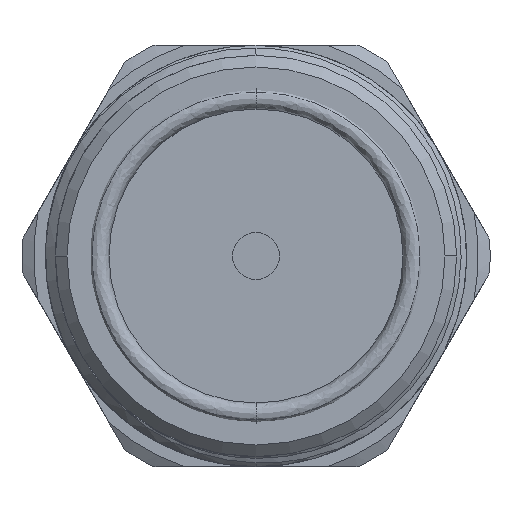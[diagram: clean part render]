
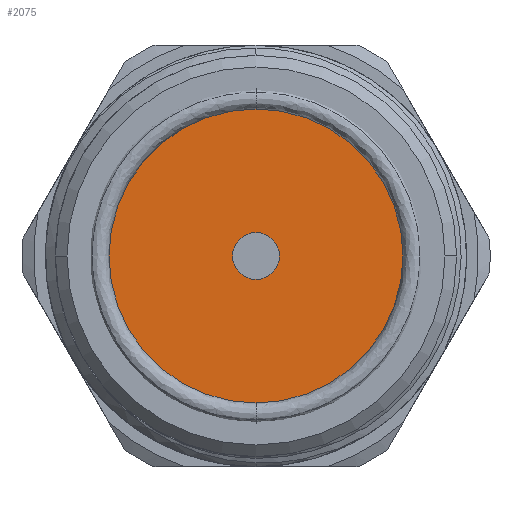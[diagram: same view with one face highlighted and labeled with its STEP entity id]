
A CAD part, front view. The second image highlights one B-rep face of the part: STEP entity #2075.
In plain terms, the highlighted planar face has unit normal (0, -1, 0).
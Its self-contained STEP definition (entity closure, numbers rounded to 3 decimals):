
#144 = DIRECTION ( 'NONE',  ( 0., 0., -1. ) ) ;
#167 = DIRECTION ( 'NONE',  ( 0., -1., 0. ) ) ;
#316 = CARTESIAN_POINT ( 'NONE',  ( 0., 27.4, 0. ) ) ;
#337 = DIRECTION ( 'NONE',  ( 0., 1., 0. ) ) ;
#355 = FACE_OUTER_BOUND ( 'NONE', #4932, .T. ) ;
#363 = DIRECTION ( 'NONE',  ( 0., 0., -1. ) ) ;
#590 = VERTEX_POINT ( 'NONE', #1128 ) ;
#606 = DIRECTION ( 'NONE',  ( 0., 0., -1. ) ) ;
#610 = CARTESIAN_POINT ( 'NONE',  ( 0., 27.4, 0. ) ) ;
#629 = DIRECTION ( 'NONE',  ( 0., 1., 0. ) ) ;
#658 = CARTESIAN_POINT ( 'NONE',  ( 0., 27.4, 0. ) ) ;
#968 = CARTESIAN_POINT ( 'NONE',  ( 0., 27.4, 2. ) ) ;
#1128 = CARTESIAN_POINT ( 'NONE',  ( 0., 27.4, 14. ) ) ;
#1456 = EDGE_LOOP ( 'NONE', ( #3278, #5842 ) ) ;
#1672 = VERTEX_POINT ( 'NONE', #2915 ) ;
#1696 = EDGE_CURVE ( 'NONE', #4979, #1672, #5152, .T. ) ;
#2075 = ADVANCED_FACE ( 'NONE', ( #355, #2148 ), #5712, .T. ) ;
#2148 = FACE_BOUND ( 'NONE', #1456, .T. ) ;
#2226 = EDGE_CURVE ( 'NONE', #590, #4349, #5315, .T. ) ;
#2486 = CIRCLE ( 'NONE', #3582, 14. ) ;
#2915 = CARTESIAN_POINT ( 'NONE',  ( 0., 27.4, -2. ) ) ;
#3002 = CARTESIAN_POINT ( 'NONE',  ( 0., 27.4, -14. ) ) ;
#3130 = AXIS2_PLACEMENT_3D ( 'NONE', #4840, #5667, #4793 ) ;
#3166 = EDGE_CURVE ( 'NONE', #4349, #590, #2486, .T. ) ;
#3180 = AXIS2_PLACEMENT_3D ( 'NONE', #658, #629, #606 ) ;
#3278 = ORIENTED_EDGE ( 'NONE', *, *, #4921, .T. ) ;
#3292 = DIRECTION ( 'NONE',  ( 0., 0., -1. ) ) ;
#3312 = DIRECTION ( 'NONE',  ( 0., -1., 0. ) ) ;
#3333 = CARTESIAN_POINT ( 'NONE',  ( 0., 27.4, 0. ) ) ;
#3582 = AXIS2_PLACEMENT_3D ( 'NONE', #610, #167, #144 ) ;
#3683 = ORIENTED_EDGE ( 'NONE', *, *, #3166, .T. ) ;
#3729 = CIRCLE ( 'NONE', #3180, 2. ) ;
#3793 = AXIS2_PLACEMENT_3D ( 'NONE', #3333, #3312, #3292 ) ;
#4349 = VERTEX_POINT ( 'NONE', #3002 ) ;
#4793 = DIRECTION ( 'NONE',  ( 0., 0., -1. ) ) ;
#4840 = CARTESIAN_POINT ( 'NONE',  ( 0., 27.4, 0. ) ) ;
#4921 = EDGE_CURVE ( 'NONE', #1672, #4979, #3729, .T. ) ;
#4932 = EDGE_LOOP ( 'NONE', ( #3683, #6239 ) ) ;
#4979 = VERTEX_POINT ( 'NONE', #968 ) ;
#5152 = CIRCLE ( 'NONE', #5484, 2. ) ;
#5315 = CIRCLE ( 'NONE', #3793, 14. ) ;
#5484 = AXIS2_PLACEMENT_3D ( 'NONE', #316, #337, #363 ) ;
#5667 = DIRECTION ( 'NONE',  ( 0., -1., 0. ) ) ;
#5712 = PLANE ( 'NONE',  #3130 ) ;
#5842 = ORIENTED_EDGE ( 'NONE', *, *, #1696, .T. ) ;
#6239 = ORIENTED_EDGE ( 'NONE', *, *, #2226, .T. ) ;
